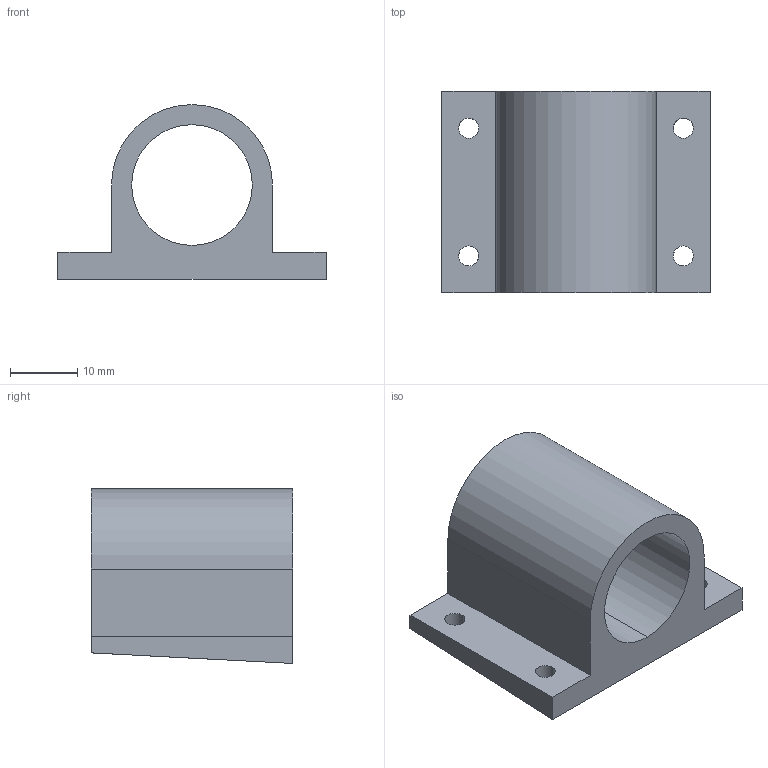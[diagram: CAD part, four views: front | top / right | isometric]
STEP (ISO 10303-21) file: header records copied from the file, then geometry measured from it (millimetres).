
FILE_DESCRIPTION (( 'STEP AP214' ), '1' );
FILE_NAME ('Tailmount gliscor.STEP', '2024-12-13T12:02:12', ( '' ), ( '' ), 'SwSTEP 2.0', 'SolidWorks 2023', '' );
FILE_SCHEMA (( 'AUTOMOTIVE_DESIGN' ));
Length unit declared in the file: metre
Products named in the file (1): Tailmount gliscor
Bounding box: 40 x 30 x 26.07 mm (x, y, z)
Volume: 10202.2 mm3; surface area: 6059.9 mm2
Topology: 1 solids, 1 shells, 20 faces, 54 edges, 36 vertices
Faces by surface type: cylinder 11, plane 9
Entity records: 675 total; most frequent: CARTESIAN_POINT 135, ORIENTED_EDGE 108, DIRECTION 102, EDGE_CURVE 54, VERTEX_POINT 36, AXIS2_PLACEMENT_3D 35, VECTOR 32, LINE 32
